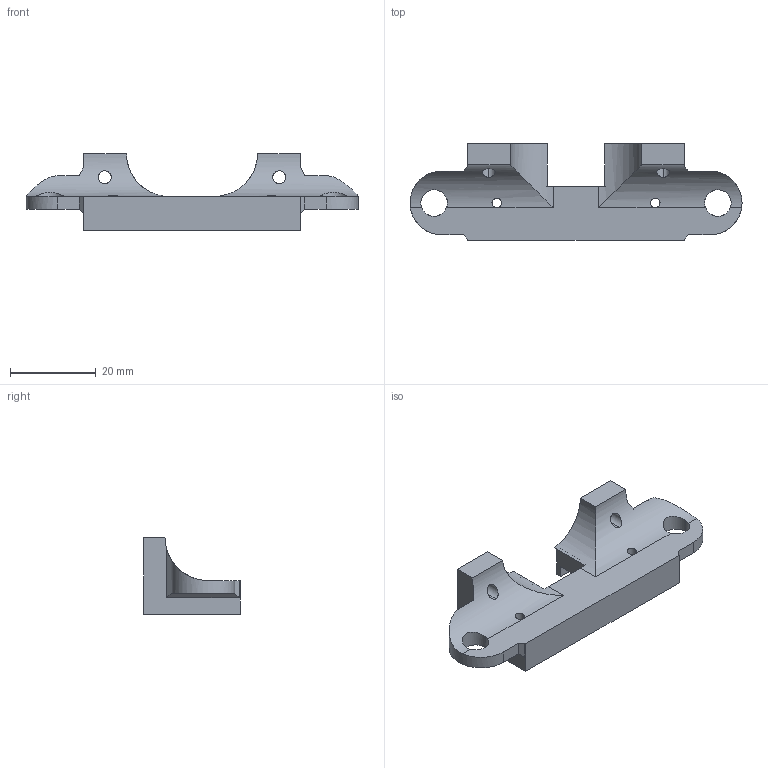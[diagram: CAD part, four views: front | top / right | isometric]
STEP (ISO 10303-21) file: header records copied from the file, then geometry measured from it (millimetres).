
FILE_DESCRIPTION (( 'STEP AP214' ), '1' );
FILE_NAME ('ir_Housing_Back.STEP', '2022-04-11T06:23:39', ( '' ), ( '' ), 'SwSTEP 2.0', 'SolidWorks 2020', '' );
FILE_SCHEMA (( 'AUTOMOTIVE_DESIGN' ));
Length unit declared in the file: millimetre
Products named in the file (1): ir_Housing_Back
Bounding box: 77.46 x 22.6 x 17.9 mm (x, y, z)
Volume: 8289.3 mm3; surface area: 5261.7 mm2
Topology: 1 solids, 1 shells, 51 faces, 149 edges, 98 vertices
Faces by surface type: plane 32, cylinder 19
Entity records: 1993 total; most frequent: CARTESIAN_POINT 604, ORIENTED_EDGE 298, DIRECTION 257, EDGE_CURVE 149, VECTOR 103, LINE 103, VERTEX_POINT 98, AXIS2_PLACEMENT_3D 77
